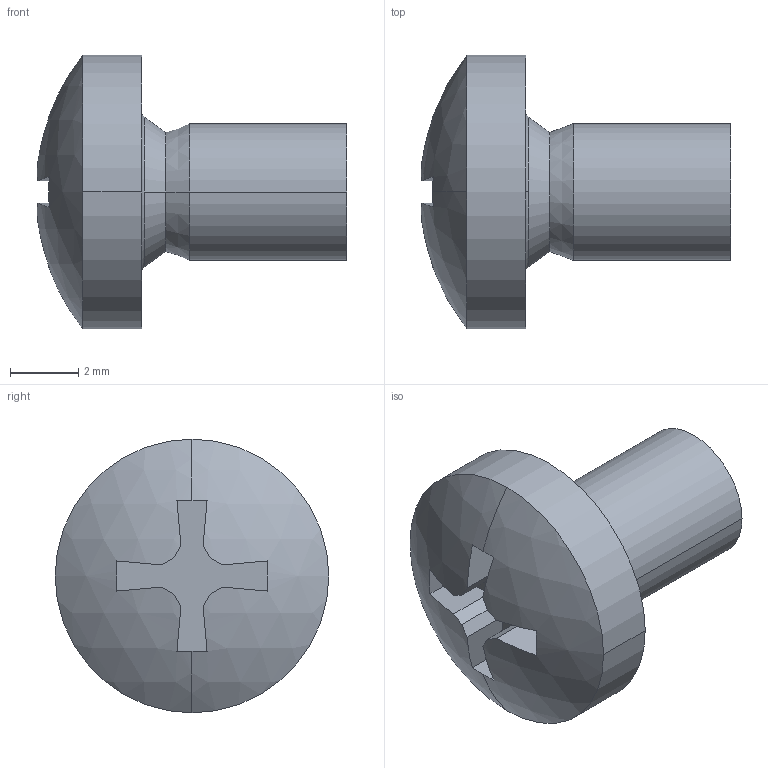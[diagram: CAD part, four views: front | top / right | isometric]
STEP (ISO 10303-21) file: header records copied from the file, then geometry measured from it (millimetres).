
FILE_DESCRIPTION(('STEP AP242'),'1');
FILE_NAME('iso_7045_m4_x_6_h.stp','2023-02-14T14:09:00',('TraceParts'),('TraceParts S.A.'),'Spatial InterOp 3D',' ',' ');
FILE_SCHEMA(('AP242_MANAGED_MODEL_BASED_3D_ENGINEERING_MIM_LF {1 0 10303 442 1 1 4}'));
Length unit declared in the file: millimetre
Products named in the file (1): iso_7045_m4_x_6_h
Bounding box: 9.06 x 8 x 8 mm (x, y, z)
Volume: 188 mm3; surface area: 246.7 mm2
Topology: 1 solids, 1 shells, 35 faces, 93 edges, 61 vertices
Faces by surface type: plane 23, cylinder 4, cone 4, torus 2, sphere 2
Entity records: 1404 total; most frequent: DIRECTION 210, CARTESIAN_POINT 190, ORIENTED_EDGE 186, EDGE_CURVE 93, AXIS2_PLACEMENT_3D 81, VERTEX_POINT 61, LINE 48, VECTOR 48
